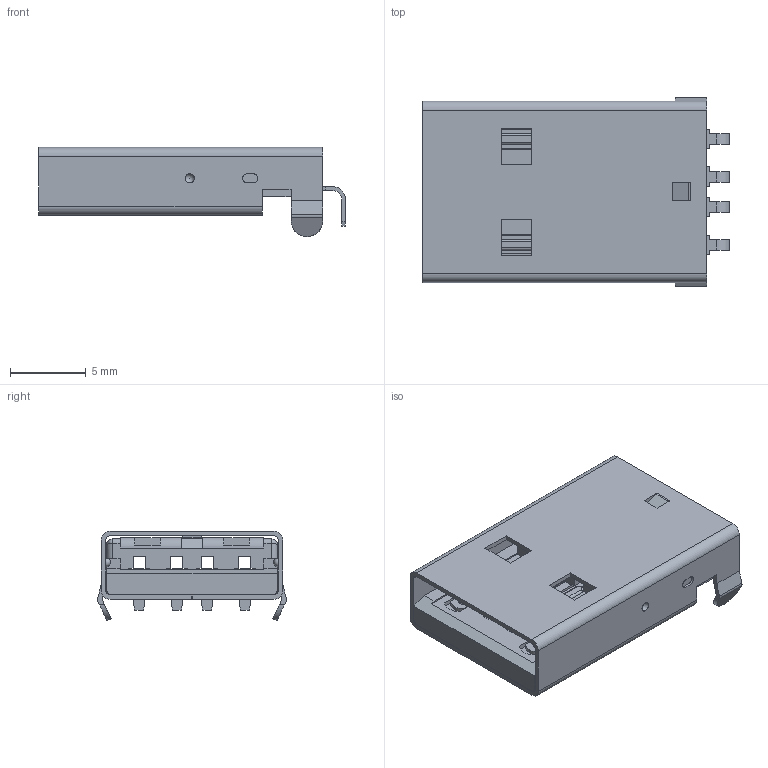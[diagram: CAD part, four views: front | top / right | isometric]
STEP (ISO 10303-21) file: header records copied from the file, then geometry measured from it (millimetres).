
FILE_DESCRIPTION (( 'STEP AP203' ), '1' );
FILE_NAME ('54-00009_revA.STEP', '2016-06-17T23:20:52', ( 'Tensility' ), ( '' ), 'SwSTEP 2.0', 'SolidWorks 2015', '' );
FILE_SCHEMA (( 'CONFIG_CONTROL_DESIGN' ));
Length unit declared in the file: millimetre
Products named in the file (5): 54-00009 insulator; 54-00009 shell; 54-00009 pin 2 and 3; 54-00009 pin 1 and 4; 54-00009_revA
Assembly tree (6 placements, depth 2):
  54-00009_revA
    54-00009 insulator
    54-00009 shell
    54-00009 pin 2 and 3  x2
    54-00009 pin 1 and 4  x2
Bounding box: 20.3 x 12.5 x 5.9 mm (x, y, z)
Volume: 638 mm3; surface area: 2179.7 mm2
Topology: 8 solids, 8 shells, 390 faces, 1098 edges, 726 vertices
Faces by surface type: plane 260, cylinder 108, torus 12, sphere 8, bspline 2
Entity records: 10989 total; most frequent: CARTESIAN_POINT 1931, ORIENTED_EDGE 1796, DIRECTION 1744, EDGE_CURVE 898, VECTOR 678, LINE 678, VERTEX_POINT 596, AXIS2_PLACEMENT_3D 533
